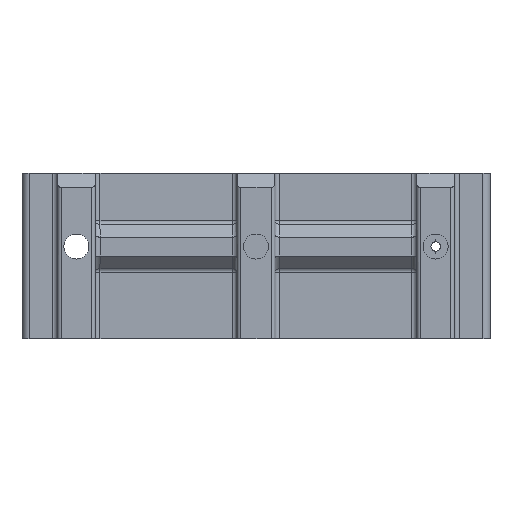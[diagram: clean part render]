
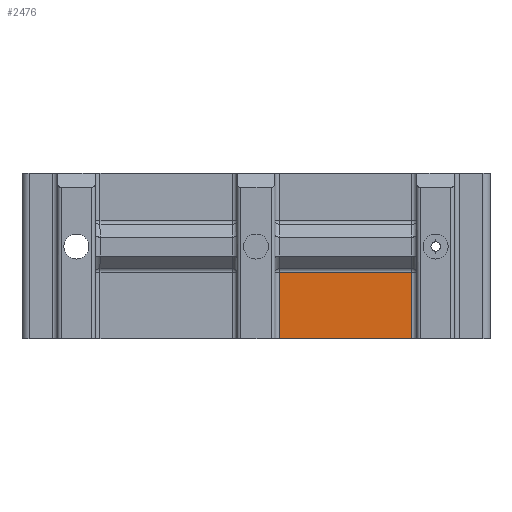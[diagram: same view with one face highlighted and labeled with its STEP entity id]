
A CAD part, front view. The second image highlights one B-rep face of the part: STEP entity #2476.
In plain terms, the highlighted planar face has unit normal (0, -1, 0).
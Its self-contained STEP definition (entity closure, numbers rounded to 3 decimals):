
#14 = ORIENTED_EDGE ( 'NONE', *, *, #10002, .T. ) ;
#412 = EDGE_LOOP ( 'NONE', ( #14739, #2164, #14, #11766 ) ) ;
#781 = EDGE_CURVE ( 'NONE', #10761, #4985, #18436, .T. ) ;
#1134 = DIRECTION ( 'NONE',  ( 0., 0., 1. ) ) ;
#2068 = PLANE ( 'NONE',  #6903 ) ;
#2164 = ORIENTED_EDGE ( 'NONE', *, *, #4644, .T. ) ;
#2450 = DIRECTION ( 'NONE',  ( 0., 0., -1. ) ) ;
#2476 = ADVANCED_FACE ( 'NONE', ( #14065 ), #2068, .F. ) ;
#4644 = EDGE_CURVE ( 'NONE', #10357, #15824, #8142, .T. ) ;
#4985 = VERTEX_POINT ( 'NONE', #21561 ) ;
#6029 = CARTESIAN_POINT ( 'NONE',  ( 5., -38., 14.086 ) ) ;
#6069 = VECTOR ( 'NONE', #2450, 1000. ) ;
#6903 = AXIS2_PLACEMENT_3D ( 'NONE', #8855, #13740, #7195 ) ;
#7195 = DIRECTION ( 'NONE',  ( 0., 0., 1. ) ) ;
#8142 = LINE ( 'NONE', #14921, #16037 ) ;
#8390 = EDGE_CURVE ( 'NONE', #4985, #10357, #19813, .T. ) ;
#8855 = CARTESIAN_POINT ( 'NONE',  ( -49.5, -38., 35. ) ) ;
#9346 = CARTESIAN_POINT ( 'NONE',  ( 5., -38., 35. ) ) ;
#10002 = EDGE_CURVE ( 'NONE', #15824, #10761, #17790, .T. ) ;
#10048 = CARTESIAN_POINT ( 'NONE',  ( 33., -38., 35. ) ) ;
#10357 = VERTEX_POINT ( 'NONE', #15977 ) ;
#10761 = VERTEX_POINT ( 'NONE', #14495 ) ;
#11766 = ORIENTED_EDGE ( 'NONE', *, *, #781, .T. ) ;
#13210 = CARTESIAN_POINT ( 'NONE',  ( -49.5, -38., 0. ) ) ;
#13547 = VECTOR ( 'NONE', #17993, 1000. ) ;
#13740 = DIRECTION ( 'NONE',  ( 0., 1., 0. ) ) ;
#14065 = FACE_OUTER_BOUND ( 'NONE', #412, .T. ) ;
#14495 = CARTESIAN_POINT ( 'NONE',  ( 5., -38., 0. ) ) ;
#14739 = ORIENTED_EDGE ( 'NONE', *, *, #8390, .T. ) ;
#14921 = CARTESIAN_POINT ( 'NONE',  ( 5., -38., 14.086 ) ) ;
#15824 = VERTEX_POINT ( 'NONE', #6029 ) ;
#15977 = CARTESIAN_POINT ( 'NONE',  ( 33., -38., 14.086 ) ) ;
#16037 = VECTOR ( 'NONE', #21700, 1000. ) ;
#17790 = LINE ( 'NONE', #9346, #6069 ) ;
#17993 = DIRECTION ( 'NONE',  ( 1., 0., 0. ) ) ;
#18436 = LINE ( 'NONE', #13210, #13547 ) ;
#19813 = LINE ( 'NONE', #10048, #19972 ) ;
#19972 = VECTOR ( 'NONE', #1134, 1000. ) ;
#21561 = CARTESIAN_POINT ( 'NONE',  ( 33., -38., 0. ) ) ;
#21700 = DIRECTION ( 'NONE',  ( -1., 0., 0. ) ) ;
